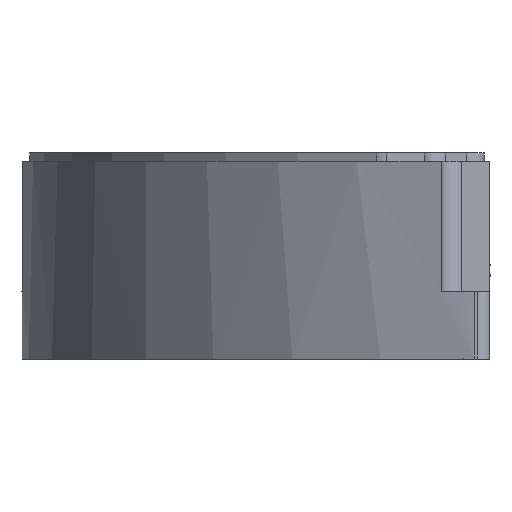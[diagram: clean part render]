
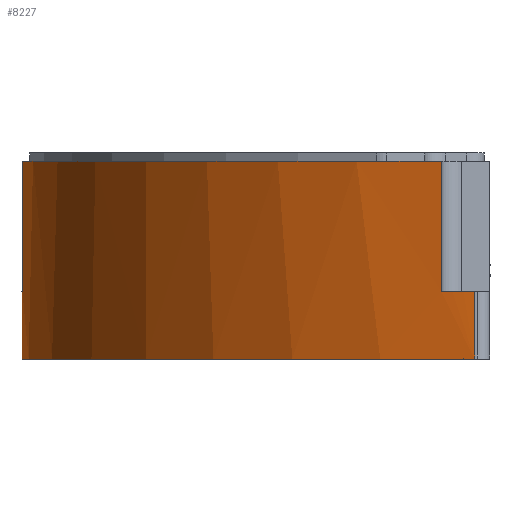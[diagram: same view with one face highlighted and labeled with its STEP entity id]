
A CAD part, left-side view. The second image highlights one B-rep face of the part: STEP entity #8227.
In plain terms, the highlighted cylindrical face has radius 0.144 mm (diameter 0.289 mm), a partial arc.
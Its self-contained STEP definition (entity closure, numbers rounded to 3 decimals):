
#4377=CARTESIAN_POINT('POINT288',(0.006,
   0.144,0.017));
#4378=VERTEX_POINT('VERTEX288',#4377);
#4385=CARTESIAN_POINT('POINT289',(-0.006,0.144,
   0.017));
#4386=VERTEX_POINT('VERTEX289',#4385);
#4387=CARTESIAN_POINT('POS462',(0.,0.,0.017));
#4388=DIRECTION('DIR801',(0.,0.,-1.));
#4389=DIRECTION('DIR802',(1.,0.,0.));
#4390=AXIS2_PLACEMENT_3D('AXIS340',#4387,#4388,#4389);
#4391=CIRCLE('ELLIPSE230',#4390,0.144);
#4392=EDGE_CURVE('EDGE414',#4378,#4386,#4391,.F.);
#4432=CARTESIAN_POINT('POINT293',(-0.139,0.039,
   0.017));
#4433=VERTEX_POINT('VERTEX293',#4432);
#4440=CARTESIAN_POINT('POINT294',(-0.141,
   0.031,0.017));
#4441=VERTEX_POINT('VERTEX294',#4440);
#4442=CARTESIAN_POINT('POS468',(0.,0.,0.017));
#4443=DIRECTION('DIR811',(0.,0.,-1.));
#4444=DIRECTION('DIR812',(1.,0.,0.));
#4445=AXIS2_PLACEMENT_3D('AXIS344',#4442,#4443,#4444);
#4446=CIRCLE('ELLIPSE233',#4445,0.144);
#4447=EDGE_CURVE('EDGE419',#4433,#4441,#4446,.F.);
#4586=CARTESIAN_POINT('POINT309',(0.03,
   0.141,0.042));
#4587=VERTEX_POINT('VERTEX309',#4586);
#4607=CARTESIAN_POINT('POINT310',(0.03,
   0.141,0.043));
#4608=VERTEX_POINT('VERTEX310',#4607);
#4609=CARTESIAN_POINT('POS482',(0.03,
   0.141,0.037));
#4610=DIRECTION('DIR832',(0.,0.,-1.));
#4611=VECTOR('VEC132',#4610,1.);
#4612=LINE('STRAIGHT132',#4609,#4611);
#4613=EDGE_CURVE('EDGE436',#4587,#4608,#4612,.F.);
#7104=CARTESIAN_POINT('POINT436',(0.027,
   0.142,0.037));
#7105=VERTEX_POINT('VERTEX436',#7104);
#7106=B_SPLINE_CURVE_WITH_KNOTS('SPLINE_CRV19',3,(#7107,#7108,#7109,
   #7110,#7111,#7112,#7113,#7114),.UNSPECIFIED.,.F.,.F.,(4,2,2,4),(
   0.033,0.034,0.036,
   0.039),.UNSPECIFIED.);
#7107=CARTESIAN_POINT('',(0.03,0.141,
   0.042));
#7108=CARTESIAN_POINT('',(0.03,0.141,
   0.042));
#7109=CARTESIAN_POINT('',(0.029,0.141,
   0.042));
#7110=CARTESIAN_POINT('',(0.029,0.142,
   0.041));
#7111=CARTESIAN_POINT('',(0.028,0.142,
   0.04));
#7112=CARTESIAN_POINT('',(0.027,0.142,
   0.038));
#7113=CARTESIAN_POINT('',(0.027,0.142,
   0.038));
#7114=CARTESIAN_POINT('',(0.027,0.142,
   0.037));
#7115=EDGE_CURVE('EDGE660',#7105,#4587,#7106,.F.);
#7272=CARTESIAN_POINT('POINT447',(0.027,
   0.142,0.));
#7273=VERTEX_POINT('VERTEX447',#7272);
#7280=CARTESIAN_POINT('POS766',(0.027,
   0.142,0.));
#7281=DIRECTION('DIR1292',(0.,0.,-1.));
#7282=VECTOR('VEC240',#7281,1.);
#7283=LINE('STRAIGHT240',#7280,#7282);
#7284=EDGE_CURVE('EDGE677',#7273,#7105,#7283,.F.);
#7303=CARTESIAN_POINT('POINT449',(-0.141,
   0.031,0.));
#7304=VERTEX_POINT('VERTEX449',#7303);
#7305=CARTESIAN_POINT('POS769',(-0.141,
   0.031,0.));
#7306=DIRECTION('DIR1296',(0.,0.,1.));
#7307=VECTOR('VEC242',#7306,1.);
#7308=LINE('STRAIGHT242',#7305,#7307);
#7309=EDGE_CURVE('EDGE679',#7304,#4441,#7308,.T.);
#8020=CARTESIAN_POINT('POINT489',(-0.139,0.039,
   0.05));
#8021=VERTEX_POINT('VERTEX489',#8020);
#8022=CARTESIAN_POINT('POS844',(-0.139,0.039,
   0.));
#8023=DIRECTION('DIR1409',(0.,0.,-1.));
#8024=VECTOR('VEC279',#8023,1.);
#8025=LINE('STRAIGHT279',#8022,#8024);
#8026=EDGE_CURVE('EDGE748',#8021,#4433,#8025,.T.);
#8053=CARTESIAN_POINT('POINT491',(-0.006,0.144,
   0.05));
#8054=VERTEX_POINT('VERTEX491',#8053);
#8055=CARTESIAN_POINT('POS848',(-0.006,0.144,
   0.));
#8056=DIRECTION('DIR1414',(0.,0.,1.));
#8057=VECTOR('VEC282',#8056,1.);
#8058=LINE('STRAIGHT282',#8055,#8057);
#8059=EDGE_CURVE('EDGE751',#8054,#4386,#8058,.F.);
#8149=CARTESIAN_POINT('POINT495',(0.006,
   0.144,0.05));
#8150=VERTEX_POINT('VERTEX495',#8149);
#8151=CARTESIAN_POINT('POS860',(0.006,0.144,
   0.));
#8152=DIRECTION('DIR1432',(0.,0.,1.));
#8153=VECTOR('VEC288',#8152,1.);
#8154=LINE('STRAIGHT288',#8151,#8153);
#8155=EDGE_CURVE('EDGE759',#4378,#8150,#8154,.T.);
#8173=ORIENTED_EDGE('COEDGE1309',*,*,#4613,.F.);
#8174=ORIENTED_EDGE('COEDGE1310',*,*,#7115,.F.);
#8175=ORIENTED_EDGE('COEDGE1311',*,*,#7284,.F.);
#8176=CARTESIAN_POINT('POS863',(0.,0.,0.));
#8177=DIRECTION('DIR1436',(0.,0.,1.));
#8178=DIRECTION('DIR1437',(1.,0.,0.));
#8179=AXIS2_PLACEMENT_3D('AXIS574',#8176,#8177,#8178);
#8180=CIRCLE('ELLIPSE363',#8179,0.144);
#8181=EDGE_CURVE('EDGE761',#7273,#7304,#8180,.T.);
#8182=ORIENTED_EDGE('COEDGE1312',*,*,#8181,.T.);
#8183=ORIENTED_EDGE('COEDGE1313',*,*,#7309,.T.);
#8184=ORIENTED_EDGE('COEDGE1314',*,*,#4447,.F.);
#8185=ORIENTED_EDGE('COEDGE1315',*,*,#8026,.F.);
#8186=CARTESIAN_POINT('POS864',(0.,0.,0.05));
#8187=DIRECTION('DIR1438',(0.,0.,-1.));
#8188=DIRECTION('DIR1439',(1.,0.,0.));
#8189=AXIS2_PLACEMENT_3D('AXIS575',#8186,#8187,#8188);
#8190=CIRCLE('ELLIPSE364',#8189,0.144);
#8191=EDGE_CURVE('EDGE762',#8054,#8021,#8190,.F.);
#8192=ORIENTED_EDGE('COEDGE1316',*,*,#8191,.F.);
#8193=ORIENTED_EDGE('COEDGE1317',*,*,#8059,.T.);
#8194=ORIENTED_EDGE('COEDGE1318',*,*,#4392,.F.);
#8195=ORIENTED_EDGE('COEDGE1319',*,*,#8155,.T.);
#8196=CARTESIAN_POINT('POINT496',(0.034,
   0.14,0.05));
#8197=VERTEX_POINT('VERTEX496',#8196);
#8198=CARTESIAN_POINT('POS865',(0.,0.,0.05));
#8199=DIRECTION('DIR1440',(0.,0.,-1.));
#8200=DIRECTION('DIR1441',(1.,0.,0.));
#8201=AXIS2_PLACEMENT_3D('AXIS576',#8198,#8199,#8200);
#8202=CIRCLE('ELLIPSE365',#8201,0.144);
#8203=EDGE_CURVE('EDGE763',#8197,#8150,#8202,.F.);
#8204=ORIENTED_EDGE('COEDGE1320',*,*,#8203,.F.);
#8205=CARTESIAN_POINT('POINT497',(0.034,
   0.14,0.043));
#8206=VERTEX_POINT('VERTEX497',#8205);
#8207=CARTESIAN_POINT('POS866',(0.034,
   0.14,0.));
#8208=DIRECTION('DIR1442',(0.,0.,1.));
#8209=VECTOR('VEC290',#8208,1.);
#8210=LINE('STRAIGHT290',#8207,#8209);
#8211=EDGE_CURVE('EDGE764',#8197,#8206,#8210,.F.);
#8212=ORIENTED_EDGE('COEDGE1321',*,*,#8211,.T.);
#8213=CARTESIAN_POINT('POS867',(0.,0.,0.043));
#8214=DIRECTION('DIR1443',(0.,0.,1.));
#8215=DIRECTION('DIR1444',(1.,0.,0.));
#8216=AXIS2_PLACEMENT_3D('AXIS577',#8213,#8214,#8215);
#8217=CIRCLE('ELLIPSE366',#8216,0.144);
#8218=EDGE_CURVE('EDGE765',#4608,#8206,#8217,.F.);
#8219=ORIENTED_EDGE('COEDGE1322',*,*,#8218,.F.);
#8220=EDGE_LOOP('NONE',(#8173,#8174,#8175,#8182,#8183,#8184,#8185,#8192,
   #8193,#8194,#8195,#8204,#8212,#8219));
#8221=FACE_BOUND('LOOP1',#8220,.T.);
#8222=CARTESIAN_POINT('POS868',(0.,0.,0.));
#8223=DIRECTION('DIR1445',(0.,0.,1.));
#8224=DIRECTION('DIR1446',(1.,0.,0.));
#8225=AXIS2_PLACEMENT_3D('AXIS578',#8222,#8223,#8224);
#8226=CYLINDRICAL_SURFACE('CONE_SURF109',#8225,0.144);
#8227=ADVANCED_FACE('FACE287',(#8221),#8226,.T.);
